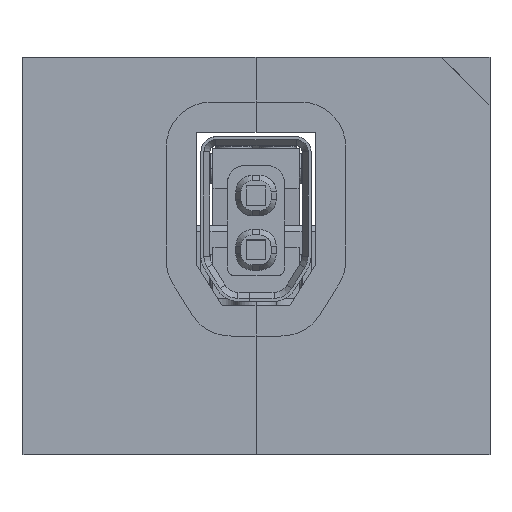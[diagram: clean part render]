
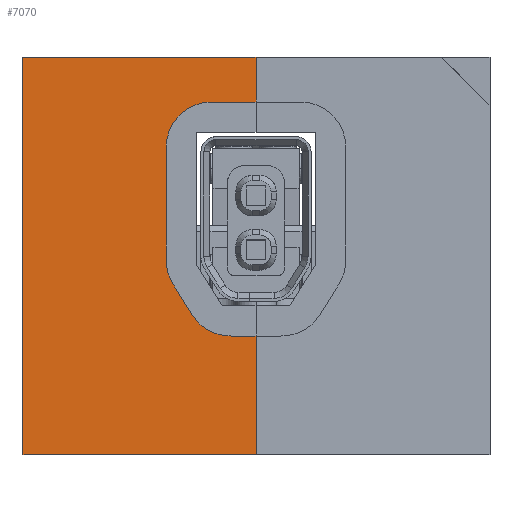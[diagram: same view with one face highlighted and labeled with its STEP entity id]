
A CAD part, front view. The second image highlights one B-rep face of the part: STEP entity #7070.
In plain terms, the highlighted planar face has unit normal (0, -1, 0).
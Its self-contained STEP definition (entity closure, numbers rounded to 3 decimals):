
#4187=AXIS2_PLACEMENT_3D('Circle Axis2P3D',#4185,#4186,$) ;
#4576=AXIS2_PLACEMENT_3D('Circle Axis2P3D',#4574,#4575,$) ;
#4700=AXIS2_PLACEMENT_3D('Circle Axis2P3D',#4698,#4699,$) ;
#7049=AXIS2_PLACEMENT_3D('Plane Axis2P3D',#7046,#7047,#7048) ;
#3657=CARTESIAN_POINT('Vertex',(7.75,1.1,13.15)) ;
#3660=CARTESIAN_POINT('Line Origine',(7.75,1.1,12.413)) ;
#3664=CARTESIAN_POINT('Vertex',(7.75,1.1,11.675)) ;
#3805=CARTESIAN_POINT('Line Origine',(7.012,1.1,11.675)) ;
#3809=CARTESIAN_POINT('Vertex',(6.275,1.1,11.675)) ;
#4185=CARTESIAN_POINT('Axis2P3D Location',(6.275,1.1,10.175)) ;
#4189=CARTESIAN_POINT('Vertex',(4.775,1.1,10.175)) ;
#4500=CARTESIAN_POINT('Line Origine',(4.775,1.1,8.307)) ;
#4504=CARTESIAN_POINT('Vertex',(4.775,1.1,6.439)) ;
#4574=CARTESIAN_POINT('Axis2P3D Location',(6.275,1.1,6.439)) ;
#4578=CARTESIAN_POINT('Vertex',(5.,1.1,5.65)) ;
#4636=CARTESIAN_POINT('Line Origine',(5.314,1.1,5.142)) ;
#4640=CARTESIAN_POINT('Vertex',(5.628,1.1,4.635)) ;
#4698=CARTESIAN_POINT('Axis2P3D Location',(6.903,1.1,5.425)) ;
#4702=CARTESIAN_POINT('Vertex',(6.931,1.1,3.925)) ;
#4729=CARTESIAN_POINT('Line Origine',(7.34,1.1,3.925)) ;
#4733=CARTESIAN_POINT('Vertex',(7.75,1.1,3.925)) ;
#4804=CARTESIAN_POINT('Line Origine',(7.75,1.1,1.963)) ;
#4808=CARTESIAN_POINT('Vertex',(7.75,1.1,0.)) ;
#4982=CARTESIAN_POINT('Line Origine',(3.875,1.1,0.)) ;
#4986=CARTESIAN_POINT('Vertex',(0.,1.1,0.)) ;
#6614=CARTESIAN_POINT('Line Origine',(0.,1.1,6.575)) ;
#6618=CARTESIAN_POINT('Vertex',(0.,1.1,13.15)) ;
#7046=CARTESIAN_POINT('Axis2P3D Location',(7.75,1.1,6.575)) ;
#7051=CARTESIAN_POINT('Line Origine',(3.875,1.1,13.15)) ;
#3661=DIRECTION('Vector Direction',(0.,0.,1.)) ;
#3806=DIRECTION('Vector Direction',(1.,0.,0.)) ;
#4186=DIRECTION('Axis2P3D Direction',(0.,-1.,0.)) ;
#4501=DIRECTION('Vector Direction',(0.,0.,1.)) ;
#4575=DIRECTION('Axis2P3D Direction',(0.,-1.,0.)) ;
#4637=DIRECTION('Vector Direction',(-0.526,0.,0.85)) ;
#4699=DIRECTION('Axis2P3D Direction',(0.,-1.,0.)) ;
#4730=DIRECTION('Vector Direction',(-1.,0.,0.)) ;
#4805=DIRECTION('Vector Direction',(0.,0.,1.)) ;
#4983=DIRECTION('Vector Direction',(-1.,0.,0.)) ;
#6615=DIRECTION('Vector Direction',(0.,0.,-1.)) ;
#7047=DIRECTION('Axis2P3D Direction',(0.,-1.,0.)) ;
#7048=DIRECTION('Axis2P3D XDirection',(-1.,0.,0.)) ;
#7052=DIRECTION('Vector Direction',(1.,0.,0.)) ;
#3662=VECTOR('Line Direction',#3661,1.) ;
#3807=VECTOR('Line Direction',#3806,1.) ;
#4502=VECTOR('Line Direction',#4501,1.) ;
#4638=VECTOR('Line Direction',#4637,1.) ;
#4731=VECTOR('Line Direction',#4730,1.) ;
#4806=VECTOR('Line Direction',#4805,1.) ;
#4984=VECTOR('Line Direction',#4983,1.) ;
#6616=VECTOR('Line Direction',#6615,1.) ;
#7053=VECTOR('Line Direction',#7052,1.) ;
#7057=ORIENTED_EDGE('',*,*,#3666,.T.) ;
#7058=ORIENTED_EDGE('',*,*,#7055,.T.) ;
#7059=ORIENTED_EDGE('',*,*,#6620,.T.) ;
#7060=ORIENTED_EDGE('',*,*,#4988,.T.) ;
#7061=ORIENTED_EDGE('',*,*,#4810,.T.) ;
#7062=ORIENTED_EDGE('',*,*,#4735,.F.) ;
#7063=ORIENTED_EDGE('',*,*,#4704,.F.) ;
#7064=ORIENTED_EDGE('',*,*,#4642,.F.) ;
#7065=ORIENTED_EDGE('',*,*,#4580,.F.) ;
#7066=ORIENTED_EDGE('',*,*,#4506,.F.) ;
#7067=ORIENTED_EDGE('',*,*,#4191,.F.) ;
#7068=ORIENTED_EDGE('',*,*,#3811,.F.) ;
#7070=ADVANCED_FACE('Hauptkoerper',(#7069),#7050,.T.) ;
#4188=CIRCLE('generated circle',#4187,1.5) ;
#4577=CIRCLE('generated circle',#4576,1.5) ;
#4701=CIRCLE('generated circle',#4700,1.5) ;
#3666=EDGE_CURVE('',#3665,#3658,#3663,.T.) ;
#3811=EDGE_CURVE('',#3665,#3810,#3808,.F.) ;
#4191=EDGE_CURVE('',#3810,#4190,#4188,.T.) ;
#4506=EDGE_CURVE('',#4190,#4505,#4503,.F.) ;
#4580=EDGE_CURVE('',#4505,#4579,#4577,.T.) ;
#4642=EDGE_CURVE('',#4579,#4641,#4639,.F.) ;
#4704=EDGE_CURVE('',#4641,#4703,#4701,.T.) ;
#4735=EDGE_CURVE('',#4703,#4734,#4732,.F.) ;
#4810=EDGE_CURVE('',#4809,#4734,#4807,.T.) ;
#4988=EDGE_CURVE('',#4987,#4809,#4985,.F.) ;
#6620=EDGE_CURVE('',#6619,#4987,#6617,.T.) ;
#7055=EDGE_CURVE('',#3658,#6619,#7054,.F.) ;
#7056=EDGE_LOOP('',(#7057,#7058,#7059,#7060,#7061,#7062,#7063,#7064,#7065,#7066,#7067,#7068)) ;
#7069=FACE_OUTER_BOUND('',#7056,.T.) ;
#3663=LINE('Line',#3660,#3662) ;
#3808=LINE('Line',#3805,#3807) ;
#4503=LINE('Line',#4500,#4502) ;
#4639=LINE('Line',#4636,#4638) ;
#4732=LINE('Line',#4729,#4731) ;
#4807=LINE('Line',#4804,#4806) ;
#4985=LINE('Line',#4982,#4984) ;
#6617=LINE('Line',#6614,#6616) ;
#7054=LINE('Line',#7051,#7053) ;
#7050=PLANE('',#7049) ;
#3658=VERTEX_POINT('',#3657) ;
#3665=VERTEX_POINT('',#3664) ;
#3810=VERTEX_POINT('',#3809) ;
#4190=VERTEX_POINT('',#4189) ;
#4505=VERTEX_POINT('',#4504) ;
#4579=VERTEX_POINT('',#4578) ;
#4641=VERTEX_POINT('',#4640) ;
#4703=VERTEX_POINT('',#4702) ;
#4734=VERTEX_POINT('',#4733) ;
#4809=VERTEX_POINT('',#4808) ;
#4987=VERTEX_POINT('',#4986) ;
#6619=VERTEX_POINT('',#6618) ;
